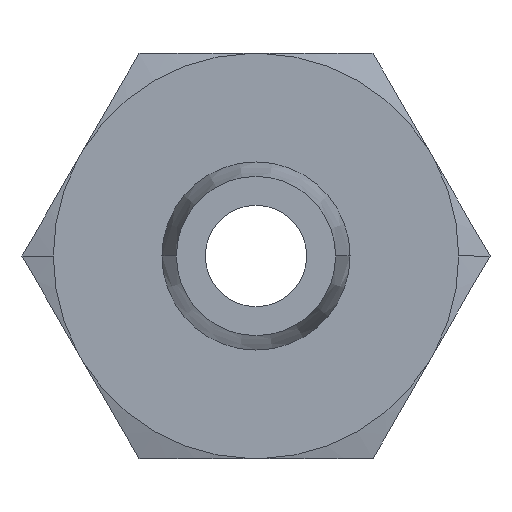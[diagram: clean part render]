
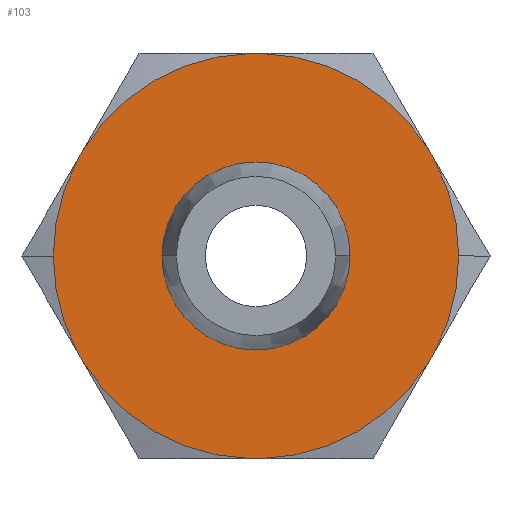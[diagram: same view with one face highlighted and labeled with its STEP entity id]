
A CAD part, front view. The second image highlights one B-rep face of the part: STEP entity #103.
In plain terms, the highlighted planar face has unit normal (0, -1, 0).
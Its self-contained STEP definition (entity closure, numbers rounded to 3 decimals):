
#103=ADVANCED_FACE('',(#218,#219),#220,.F.);
#218=FACE_OUTER_BOUND('',#341,.T.);
#219=FACE_BOUND('',#342,.T.);
#220=PLANE('',#343);
#341=EDGE_LOOP('',(#580,#581,#582,#583,#584,#585,#586,#587,#588,#589,#590,#591,#592,#593));
#342=EDGE_LOOP('',(#594,#595));
#343=AXIS2_PLACEMENT_3D('',#596,#597,#598);
#580=ORIENTED_EDGE('',*,*,#755,.F.);
#581=ORIENTED_EDGE('',*,*,#784,.T.);
#582=ORIENTED_EDGE('',*,*,#778,.F.);
#583=ORIENTED_EDGE('',*,*,#801,.T.);
#584=ORIENTED_EDGE('',*,*,#734,.F.);
#585=ORIENTED_EDGE('',*,*,#817,.T.);
#586=ORIENTED_EDGE('',*,*,#739,.T.);
#587=ORIENTED_EDGE('',*,*,#818,.T.);
#588=ORIENTED_EDGE('',*,*,#725,.T.);
#589=ORIENTED_EDGE('',*,*,#819,.T.);
#590=ORIENTED_EDGE('',*,*,#820,.T.);
#591=ORIENTED_EDGE('',*,*,#744,.T.);
#592=ORIENTED_EDGE('',*,*,#821,.T.);
#593=ORIENTED_EDGE('',*,*,#720,.T.);
#594=ORIENTED_EDGE('',*,*,#822,.F.);
#595=ORIENTED_EDGE('',*,*,#823,.F.);
#596=CARTESIAN_POINT('',(4.041,-6.0,-7.0));
#597=DIRECTION('',(0.0,1.0,0.));
#598=DIRECTION('',(-1.0,0.0,0.0));
#720=EDGE_CURVE('',#847,#848,#849,.T.);
#725=EDGE_CURVE('',#857,#854,#858,.T.);
#734=EDGE_CURVE('',#872,#874,#875,.T.);
#739=EDGE_CURVE('',#878,#880,#882,.T.);
#744=EDGE_CURVE('',#890,#888,#891,.T.);
#755=EDGE_CURVE('',#908,#848,#910,.T.);
#778=EDGE_CURVE('',#946,#948,#949,.T.);
#784=EDGE_CURVE('',#908,#948,#955,.T.);
#801=EDGE_CURVE('',#946,#874,#977,.T.);
#817=EDGE_CURVE('',#872,#878,#999,.T.);
#818=EDGE_CURVE('',#880,#857,#1000,.T.);
#819=EDGE_CURVE('',#854,#1001,#1002,.T.);
#820=EDGE_CURVE('',#1001,#890,#1003,.T.);
#821=EDGE_CURVE('',#888,#847,#1004,.T.);
#822=EDGE_CURVE('',#1005,#1006,#1007,.T.);
#823=EDGE_CURVE('',#1006,#1005,#1008,.T.);
#847=VERTEX_POINT('',#1032);
#848=VERTEX_POINT('',#1033);
#849=CIRCLE('',#1034,7.003);
#854=VERTEX_POINT('',#1043);
#857=VERTEX_POINT('',#1051);
#858=CIRCLE('',#1052,7.003);
#872=VERTEX_POINT('',#1080);
#874=VERTEX_POINT('',#1087);
#875=LINE('',#1088,#1089);
#878=VERTEX_POINT('',#1095);
#880=VERTEX_POINT('',#1098);
#882=CIRCLE('',#1105,7.003);
#888=VERTEX_POINT('',#1115);
#890=VERTEX_POINT('',#1120);
#891=LINE('',#1121,#1122);
#908=VERTEX_POINT('',#1161);
#910=LINE('',#1168,#1169);
#946=VERTEX_POINT('',#1227);
#948=VERTEX_POINT('',#1234);
#949=LINE('',#1235,#1236);
#955=CIRCLE('',#1245,7.003);
#977=CIRCLE('',#1269,7.003);
#999=CIRCLE('',#1298,7.003);
#1000=LINE('',#1299,#1300);
#1001=VERTEX_POINT('',#1301);
#1002=LINE('',#1302,#1303);
#1003=CIRCLE('',#1304,7.003);
#1004=CIRCLE('',#1305,7.003);
#1005=VERTEX_POINT('',#1306);
#1006=VERTEX_POINT('',#1307);
#1007=CIRCLE('',#1308,2.9);
#1008=CIRCLE('',#1309,2.9);
#1032=CARTESIAN_POINT('',(-7.003,-6.0,0.));
#1033=CARTESIAN_POINT('',(-6.162,-6.0,-3.327));
#1034=AXIS2_PLACEMENT_3D('',#1344,#1345,#1346);
#1043=CARTESIAN_POINT('',(0.199,-6.0,7.0));
#1051=CARTESIAN_POINT('',(5.962,-6.0,3.673));
#1052=AXIS2_PLACEMENT_3D('',#1348,#1349,#1350);
#1080=CARTESIAN_POINT('',(6.162,-6.0,-3.327));
#1087=CARTESIAN_POINT('',(5.962,-6.0,-3.673));
#1088=CARTESIAN_POINT('',(8.083,-6.0,0.));
#1089=VECTOR('',#1354,1000.0);
#1095=CARTESIAN_POINT('',(7.003,-6.0,0.));
#1098=CARTESIAN_POINT('',(6.162,-6.0,3.327));
#1105=AXIS2_PLACEMENT_3D('',#1356,#1357,#1358);
#1115=CARTESIAN_POINT('',(-6.162,-6.0,3.327));
#1120=CARTESIAN_POINT('',(-5.962,-6.0,3.673));
#1121=CARTESIAN_POINT('',(-4.041,-6.0,7.0));
#1122=VECTOR('',#1360,1000.0);
#1161=CARTESIAN_POINT('',(-5.962,-6.0,-3.673));
#1168=CARTESIAN_POINT('',(-4.041,-6.0,-7.0));
#1169=VECTOR('',#1365,1000.0);
#1227=CARTESIAN_POINT('',(0.199,-6.0,-7.0));
#1234=CARTESIAN_POINT('',(-0.199,-6.0,-7.0));
#1235=CARTESIAN_POINT('',(4.041,-6.0,-7.0));
#1236=VECTOR('',#1390,1000.0);
#1245=AXIS2_PLACEMENT_3D('',#1397,#1398,#1399);
#1269=AXIS2_PLACEMENT_3D('',#1432,#1433,#1434);
#1298=AXIS2_PLACEMENT_3D('',#1454,#1455,#1456);
#1299=CARTESIAN_POINT('',(8.083,-6.0,0.));
#1300=VECTOR('',#1457,1000.0);
#1301=CARTESIAN_POINT('',(-0.199,-6.0,7.0));
#1302=CARTESIAN_POINT('',(4.041,-6.0,7.0));
#1303=VECTOR('',#1458,1000.0);
#1304=AXIS2_PLACEMENT_3D('',#1459,#1460,#1461);
#1305=AXIS2_PLACEMENT_3D('',#1462,#1463,#1464);
#1306=CARTESIAN_POINT('',(-2.9,-6.0,0.));
#1307=CARTESIAN_POINT('',(2.9,-6.0,0.));
#1308=AXIS2_PLACEMENT_3D('',#1465,#1466,#1467);
#1309=AXIS2_PLACEMENT_3D('',#1468,#1469,#1470);
#1344=CARTESIAN_POINT('',(0.0,-6.0,0.));
#1345=DIRECTION('',(0.0,-1.0,0.));
#1346=DIRECTION('',(1.0,0.0,0.0));
#1348=CARTESIAN_POINT('',(0.0,-6.0,0.));
#1349=DIRECTION('',(0.0,-1.0,0.));
#1350=DIRECTION('',(1.0,0.0,0.0));
#1354=DIRECTION('',(-0.5,0.,-0.866));
#1356=CARTESIAN_POINT('',(0.0,-6.0,0.));
#1357=DIRECTION('',(0.0,-1.0,0.));
#1358=DIRECTION('',(1.0,0.0,0.0));
#1360=DIRECTION('',(-0.5,0.,-0.866));
#1365=DIRECTION('',(-0.5,0.,0.866));
#1390=DIRECTION('',(-1.0,0.0,0.0));
#1397=CARTESIAN_POINT('',(0.0,-6.0,0.));
#1398=DIRECTION('',(0.0,-1.0,0.));
#1399=DIRECTION('',(1.0,0.0,0.0));
#1432=CARTESIAN_POINT('',(0.0,-6.0,0.));
#1433=DIRECTION('',(0.0,-1.0,0.));
#1434=DIRECTION('',(1.0,0.0,0.0));
#1454=CARTESIAN_POINT('',(0.0,-6.0,0.));
#1455=DIRECTION('',(0.0,-1.0,0.));
#1456=DIRECTION('',(1.0,0.0,0.0));
#1457=DIRECTION('',(-0.5,0.,0.866));
#1458=DIRECTION('',(-1.0,0.0,0.0));
#1459=CARTESIAN_POINT('',(0.0,-6.0,0.));
#1460=DIRECTION('',(0.0,-1.0,0.));
#1461=DIRECTION('',(1.0,0.0,0.0));
#1462=CARTESIAN_POINT('',(0.0,-6.0,0.));
#1463=DIRECTION('',(0.0,-1.0,0.));
#1464=DIRECTION('',(1.0,0.0,0.0));
#1465=CARTESIAN_POINT('',(0.0,-6.0,0.));
#1466=DIRECTION('',(0.0,-1.0,0.));
#1467=DIRECTION('',(-1.0,0.0,0.0));
#1468=CARTESIAN_POINT('',(0.0,-6.0,0.));
#1469=DIRECTION('',(0.0,-1.0,0.));
#1470=DIRECTION('',(-1.0,0.0,0.0));
